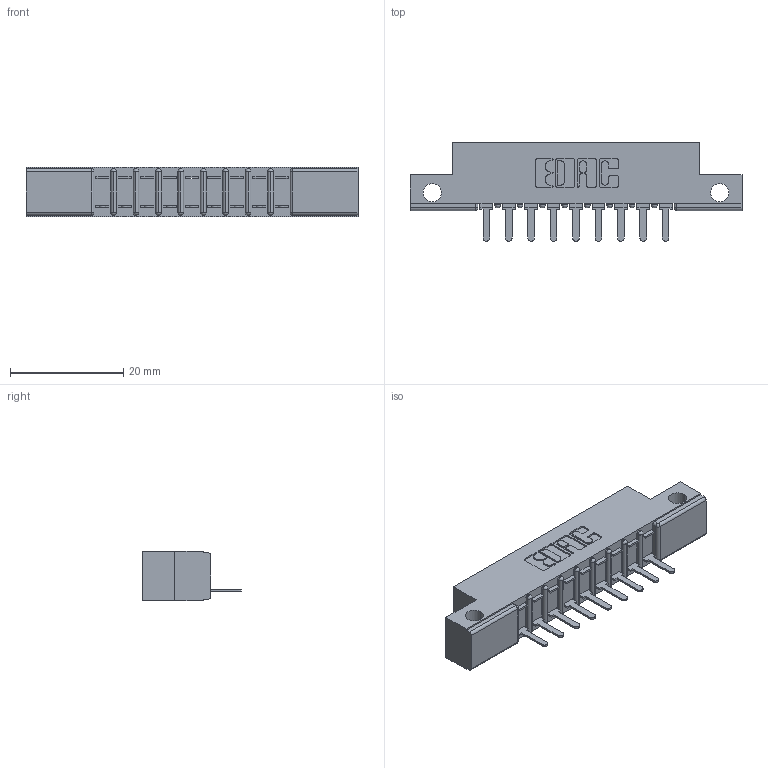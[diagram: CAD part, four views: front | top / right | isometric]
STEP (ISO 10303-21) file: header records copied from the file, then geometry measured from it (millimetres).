
FILE_DESCRIPTION (( 'STEP AP203' ), '1' );
FILE_NAME ('357-009-521-112.STEP', '2018-08-07T02:03:16', ( '' ), ( '' ), 'SwSTEP 2.0', 'SolidWorks 2016', '' );
FILE_SCHEMA (( 'CONFIG_CONTROL_DESIGN' ));
Length unit declared in the file: inch
Products named in the file (3): 307 Part_.128 Dia Side Mounting Holes; 307-290-002_521; 357-009-521-112
Assembly tree (10 placements, depth 2):
  357-009-521-112
    307 Part_.128 Dia Side Mounting Holes
    307-290-002_521  x9
Bounding box: 58.67 x 17.42 x 8.71 mm (x, y, z)
Volume: 3791.4 mm3; surface area: 6040.8 mm2
Topology: 10 solids, 10 shells, 794 faces, 2411 edges, 1578 vertices
Faces by surface type: plane 475, cylinder 299, sphere 20
Entity records: 12504 total; most frequent: CARTESIAN_POINT 2104, ORIENTED_EDGE 2094, DIRECTION 2059, EDGE_CURVE 1047, VECTOR 785, LINE 785, VERTEX_POINT 682, AXIS2_PLACEMENT_3D 637
